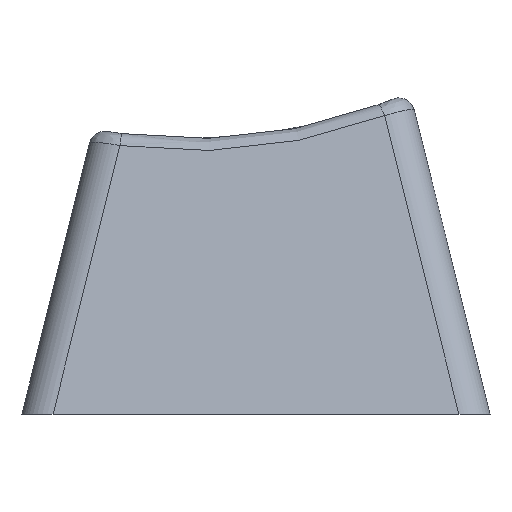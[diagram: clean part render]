
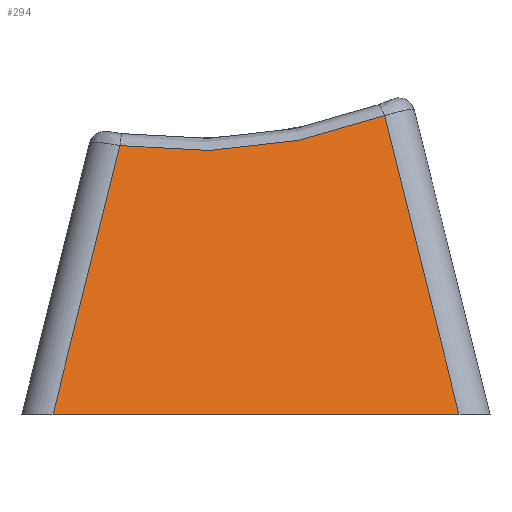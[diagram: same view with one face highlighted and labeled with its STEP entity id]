
A CAD part, left-side view. The second image highlights one B-rep face of the part: STEP entity #294.
In plain terms, the highlighted planar face has unit normal (-0.97, 0, 0.241).
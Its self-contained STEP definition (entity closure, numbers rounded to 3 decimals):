
#254=CARTESIAN_POINT('',(132.384,-56.025,2.145));
#255=DIRECTION('',(-0.97,-0.,0.242));
#256=DIRECTION('',(-0.242,0.,-0.97));
#257=AXIS2_PLACEMENT_3D('',#254,#255,#256);
#258=PLANE('',#257);
#259=CARTESIAN_POINT('',(134.755,-61.057,11.67));
#260=VERTEX_POINT('',#259);
#261=CARTESIAN_POINT('',(134.463,-50.701,10.498));
#262=VERTEX_POINT('',#261);
#263=CARTESIAN_POINT('',(139.653,-53.585,31.348));
#264=DIRECTION('',(0.97,0.,-0.242));
#265=DIRECTION('',(0.242,-0.,0.97));
#266=AXIS2_PLACEMENT_3D('',#263,#264,#265);
#267=ELLIPSE('',#266,21.691,21.049);
#268=EDGE_CURVE('',#260,#262,#267,.T.);
#269=ORIENTED_EDGE('',*,*,#268,.T.);
#270=CARTESIAN_POINT('',(131.85,-48.088,0.));
#271=VERTEX_POINT('',#270);
#272=CARTESIAN_POINT('',(134.463,-50.701,10.498));
#273=DIRECTION('',(-0.235,0.235,-0.943));
#274=VECTOR('',#273,11.13);
#275=LINE('',#272,#274);
#276=EDGE_CURVE('',#262,#271,#275,.T.);
#277=ORIENTED_EDGE('',*,*,#276,.T.);
#278=CARTESIAN_POINT('',(131.85,-63.962,0.));
#279=VERTEX_POINT('',#278);
#280=CARTESIAN_POINT('',(131.85,-48.088,0.));
#281=DIRECTION('',(-0.,-1.,0.));
#282=VECTOR('',#281,15.874);
#283=LINE('',#280,#282);
#284=EDGE_CURVE('',#271,#279,#283,.T.);
#285=ORIENTED_EDGE('',*,*,#284,.T.);
#286=CARTESIAN_POINT('',(131.85,-63.962,0.));
#287=DIRECTION('',(0.235,0.235,0.943));
#288=VECTOR('',#287,12.372);
#289=LINE('',#286,#288);
#290=EDGE_CURVE('',#279,#260,#289,.T.);
#291=ORIENTED_EDGE('',*,*,#290,.T.);
#292=EDGE_LOOP('',(#269,#277,#285,#291));
#293=FACE_BOUND('',#292,.T.);
#294=ADVANCED_FACE('',(#293),#258,.T.);
